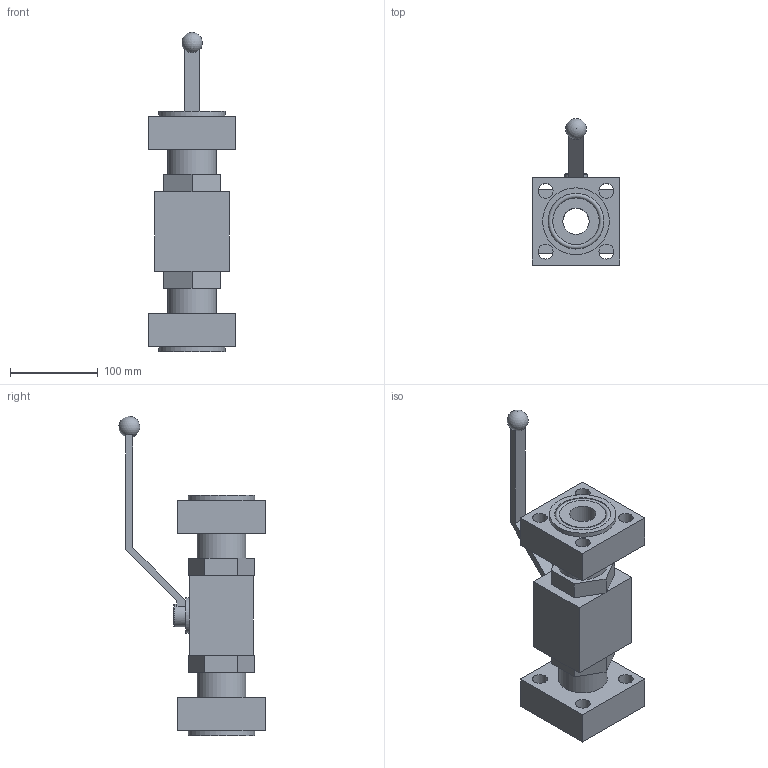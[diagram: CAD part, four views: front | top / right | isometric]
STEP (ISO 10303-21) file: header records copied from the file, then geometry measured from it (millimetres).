
FILE_DESCRIPTION(/* description */ ('STEP AP203'),/* implementation_level */ '2;1');
FILE_NAME(/* name */ 'Ball Valve BKF 40-01(0)',/* time_stamp */ '2025-01-22T10:03:43+01:00',/* author */ ('License CC BY-ND 4.0'),/* organization */ ('CADENAS'),/* preprocessor_version */ 'ST-DEVELOPER v19.3',/* originating_system */ 'PARTsolutions',/* authorisation */ ' ');
FILE_SCHEMA (('CONFIG_CONTROL_DESIGN'));
Length unit declared in the file: millimetre
Products named in the file (1): Blockkugelhahn BKF 40-01(0)
Bounding box: 100 x 166.89 x 364 mm (x, y, z)
Volume: 1437249.2 mm3; surface area: 176635.1 mm2
Topology: 1 solids, 1 shells, 78 faces, 191 edges, 125 vertices
Faces by surface type: plane 56, cylinder 19, torus 2, sphere 1
Full cylindrical faces by diameter (mm): 17 x8, 26 x1, 30 x1, 40 x1, 53 x2, 55.48 x2, 63.66 x2, 76 x2
Entity records: 2707 total; most frequent: DIRECTION 362, CARTESIAN_POINT 357, ORIENTED_EDGE 322, EDGE_CURVE 161, EDGE_LOOP 128, FACE_BOUND 128, AXIS2_PLACEMENT_3D 122, LINE 118
